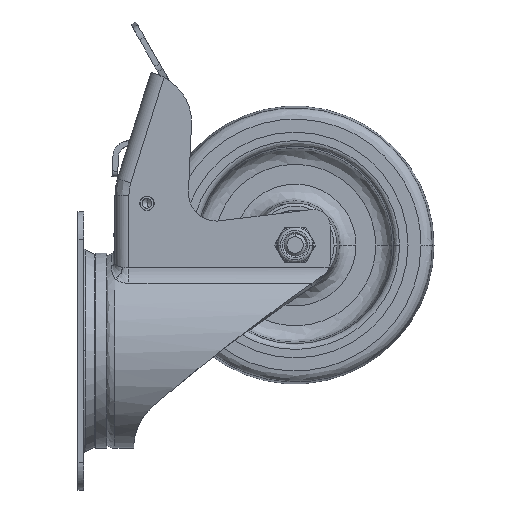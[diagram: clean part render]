
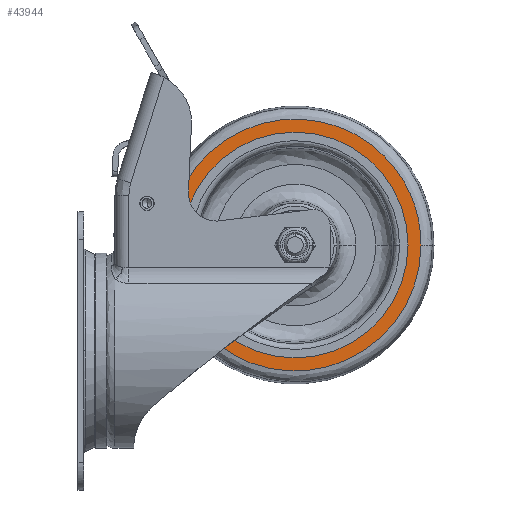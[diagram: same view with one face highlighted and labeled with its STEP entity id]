
A CAD part, left-side view. The second image highlights one B-rep face of the part: STEP entity #43944.
In plain terms, the highlighted planar face has unit normal (-1, 0, 0).
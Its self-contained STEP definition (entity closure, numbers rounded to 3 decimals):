
#2166 = CARTESIAN_POINT ( 'NONE',  ( -16., -115.447, -52.494 ) ) ;
#3240 = VERTEX_POINT ( 'NONE', #20909 ) ;
#4264 = CARTESIAN_POINT ( 'NONE',  ( -16., -24.953, 38. ) ) ;
#4283 = EDGE_CURVE ( 'NONE', #28971, #46167, #20277, .T. ) ;
#4856 = ORIENTED_EDGE ( 'NONE', *, *, #23849, .F. ) ;
#5834 = CARTESIAN_POINT ( 'NONE',  ( -16., -24.953, 38. ) ) ;
#6219 = ORIENTED_EDGE ( 'NONE', *, *, #4283, .F. ) ;
#9769 = CARTESIAN_POINT ( 'NONE',  ( -16., -24.953, -52.494 ) ) ;
#9827 = CARTESIAN_POINT ( 'NONE',  ( -16., -70.2, 38. ) ) ;
#11411 = EDGE_LOOP ( 'NONE', ( #47759, #26284 ) ) ;
#13103 = CARTESIAN_POINT ( 'NONE',  ( -16., -115.447, 38. ) ) ;
#13440 = DIRECTION ( 'NONE',  ( -1., 0., 0. ) ) ;
#13637 = CARTESIAN_POINT ( 'NONE',  ( -16., -115.447, 38. ) ) ;
#15489 = DIRECTION ( 'NONE',  ( 0., 0., -1. ) ) ;
#17204 = VERTEX_POINT ( 'NONE', #29705 ) ;
#17369 = DIRECTION ( 'NONE',  ( 0., 0., -1. ) ) ;
#19688 = CARTESIAN_POINT ( 'NONE',  ( -16., -70.2, -2.566 ) ) ;
#20277 = CIRCLE ( 'NONE', #25274, 40.566 ) ;
#20909 = CARTESIAN_POINT ( 'NONE',  ( -16., -24.953, 38. ) ) ;
#22229 = EDGE_CURVE ( 'NONE', #17204, #3240, #43492, .T. ) ;
#23337 = EDGE_LOOP ( 'NONE', ( #4856, #6219 ) ) ;
#23849 = EDGE_CURVE ( 'NONE', #46167, #28971, #32085, .T. ) ;
#24550 = PLANE ( 'NONE',  #28073 ) ;
#25274 = AXIS2_PLACEMENT_3D ( 'NONE', #9827, #13440, #17369 ) ;
#26284 = ORIENTED_EDGE ( 'NONE', *, *, #22229, .F. ) ;
#26595 = CARTESIAN_POINT ( 'NONE',  ( -16., -70.2, 60.83 ) ) ;
#26724 = CARTESIAN_POINT ( 'NONE',  ( -16., -70.2, 38. ) ) ;
#26976 = DIRECTION ( 'NONE',  ( -1., 0., 0. ) ) ;
#28073 = AXIS2_PLACEMENT_3D ( 'NONE', #26595, #49359, #41766 ) ;
#28252 = CARTESIAN_POINT ( 'NONE',  ( -16., -115.447, 128.494 ) ) ;
#28971 = VERTEX_POINT ( 'NONE', #42779 ) ;
#28972 = FACE_BOUND ( 'NONE', #23337, .T. ) ;
#29705 = CARTESIAN_POINT ( 'NONE',  ( -16., -115.447, 38. ) ) ;
#30204 =( BOUNDED_CURVE ( )  B_SPLINE_CURVE ( 3, ( #4264, #44701, #28252, #13103 ),
 .UNSPECIFIED., .F., .F. ) 
 B_SPLINE_CURVE_WITH_KNOTS ( ( 4, 4 ),
 ( 0., 1. ),
 .UNSPECIFIED. ) 
 CURVE ( )  GEOMETRIC_REPRESENTATION_ITEM ( )  RATIONAL_B_SPLINE_CURVE ( ( 1., 0.333, 0.333, 1. ) ) 
 REPRESENTATION_ITEM ( '' )  );
#31259 = AXIS2_PLACEMENT_3D ( 'NONE', #26724, #26976, #15489 ) ;
#32085 = CIRCLE ( 'NONE', #31259, 40.566 ) ;
#33142 = FACE_OUTER_BOUND ( 'NONE', #11411, .T. ) ;
#35843 = EDGE_CURVE ( 'NONE', #3240, #17204, #30204, .T. ) ;
#41766 = DIRECTION ( 'NONE',  ( 0., 0., -1. ) ) ;
#42779 = CARTESIAN_POINT ( 'NONE',  ( -16., -70.2, 78.566 ) ) ;
#43492 =( BOUNDED_CURVE ( )  B_SPLINE_CURVE ( 3, ( #13637, #2166, #9769, #5834 ),
 .UNSPECIFIED., .F., .F. ) 
 B_SPLINE_CURVE_WITH_KNOTS ( ( 4, 4 ),
 ( 0., 1. ),
 .UNSPECIFIED. ) 
 CURVE ( )  GEOMETRIC_REPRESENTATION_ITEM ( )  RATIONAL_B_SPLINE_CURVE ( ( 1., 0.333, 0.333, 1. ) ) 
 REPRESENTATION_ITEM ( '' )  );
#43944 = ADVANCED_FACE ( 'NONE', ( #33142, #28972 ), #24550, .F. ) ;
#44701 = CARTESIAN_POINT ( 'NONE',  ( -16., -24.953, 128.494 ) ) ;
#46167 = VERTEX_POINT ( 'NONE', #19688 ) ;
#47759 = ORIENTED_EDGE ( 'NONE', *, *, #35843, .F. ) ;
#49359 = DIRECTION ( 'NONE',  ( 1., 0., 0. ) ) ;
